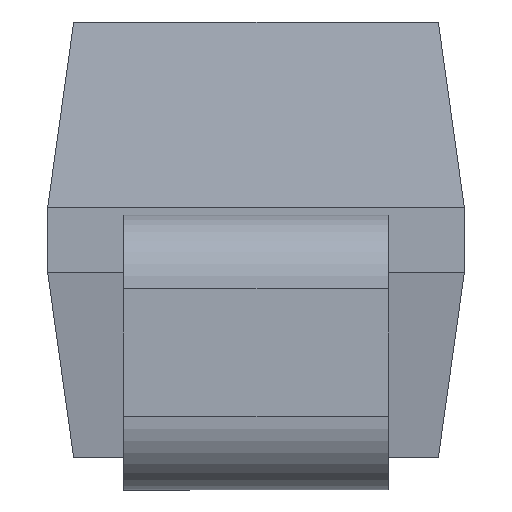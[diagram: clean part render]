
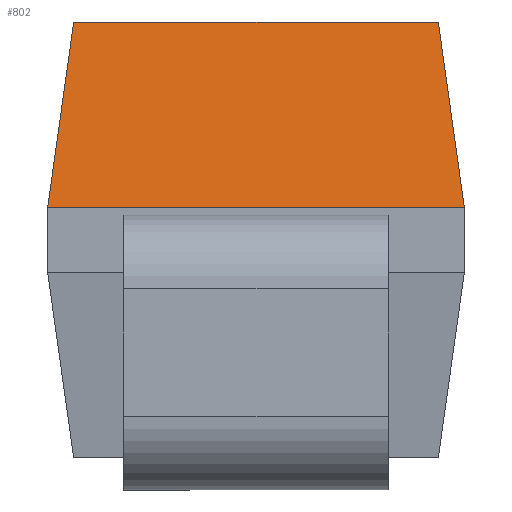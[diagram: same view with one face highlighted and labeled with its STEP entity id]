
A CAD part, left-side view. The second image highlights one B-rep face of the part: STEP entity #802.
In plain terms, the highlighted planar face has unit normal (-0.99, 0, 0.139).
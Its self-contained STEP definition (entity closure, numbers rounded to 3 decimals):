
#47=FACE_OUTER_BOUND('',#89,.T.);
#89=EDGE_LOOP('',(#542,#543,#544,#545));
#137=LINE('',#1153,#233);
#157=LINE('',#1195,#253);
#160=LINE('',#1200,#256);
#161=LINE('',#1201,#257);
#233=VECTOR('',#936,1.);
#253=VECTOR('',#960,1.);
#256=VECTOR('',#967,1.);
#257=VECTOR('',#968,1.);
#314=VERTEX_POINT('',#1123);
#325=VERTEX_POINT('',#1148);
#343=VERTEX_POINT('',#1189);
#345=VERTEX_POINT('',#1193);
#401=EDGE_CURVE('',#325,#314,#137,.T.);
#421=EDGE_CURVE('',#345,#343,#157,.T.);
#424=EDGE_CURVE('',#314,#343,#160,.T.);
#425=EDGE_CURVE('',#345,#325,#161,.T.);
#542=ORIENTED_EDGE('',*,*,#401,.T.);
#543=ORIENTED_EDGE('',*,*,#424,.T.);
#544=ORIENTED_EDGE('',*,*,#421,.F.);
#545=ORIENTED_EDGE('',*,*,#425,.T.);
#729=PLANE('',#862);
#802=ADVANCED_FACE('',(#47),#729,.F.);
#862=AXIS2_PLACEMENT_3D('',#1199,#965,#966);
#936=DIRECTION('',(0.,-1.,0.));
#960=DIRECTION('',(0.,-1.,0.));
#965=DIRECTION('center_axis',(0.99,0.,-0.139));
#966=DIRECTION('ref_axis',(0.139,0.,0.99));
#967=DIRECTION('',(0.138,0.138,0.981));
#968=DIRECTION('',(-0.138,0.138,-0.981));
#1123=CARTESIAN_POINT('',(-2.133,-1.3,1.765));
#1148=CARTESIAN_POINT('',(-2.133,1.3,1.765));
#1153=CARTESIAN_POINT('',(-2.133,1.3,1.765));
#1189=CARTESIAN_POINT('',(-1.97,-1.138,2.92));
#1193=CARTESIAN_POINT('',(-1.97,1.138,2.92));
#1195=CARTESIAN_POINT('',(-1.97,1.3,2.92));
#1199=CARTESIAN_POINT('Origin',(-1.97,1.3,2.92));
#1200=CARTESIAN_POINT('',(-1.924,-1.091,3.25));
#1201=CARTESIAN_POINT('',(-1.973,1.141,2.898));
